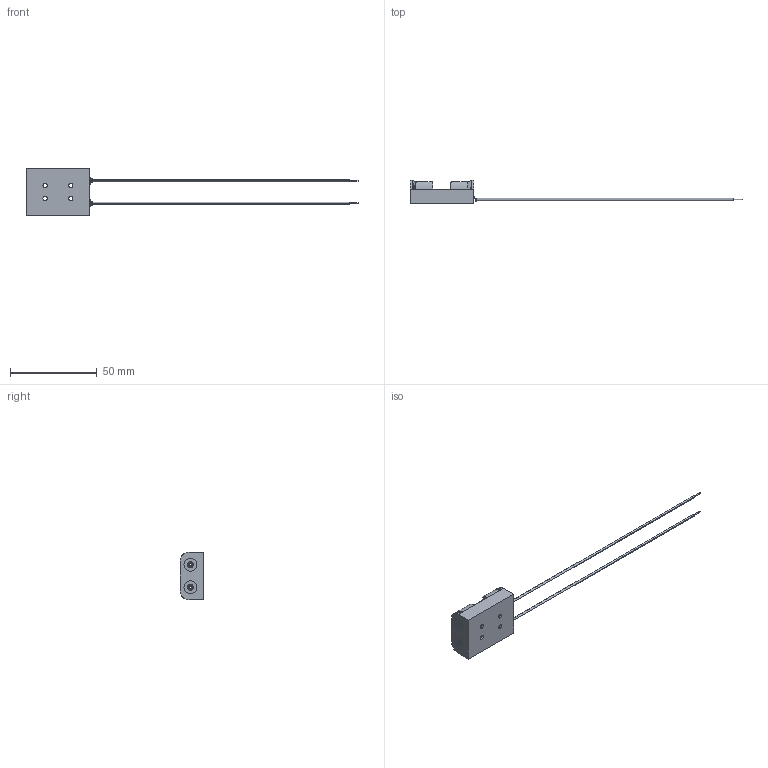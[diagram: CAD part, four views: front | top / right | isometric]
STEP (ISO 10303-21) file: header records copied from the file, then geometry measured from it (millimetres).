
FILE_DESCRIPTION (( 'STEP AP214' ), '1' );
FILE_NAME ('BH2NW.STEP', '2019-12-31T09:44:04', ( '' ), ( '' ), 'SwSTEP 2.0', 'SolidWorks 2017', '' );
FILE_SCHEMA (( 'AUTOMOTIVE_DESIGN' ));
Length unit declared in the file: millimetre
Products named in the file (1): BH2NW
Bounding box: 191.88 x 13.8 x 27.6 mm (x, y, z)
Volume: 3536.9 mm3; surface area: 8364.8 mm2
Topology: 10 solids, 10 shells, 354 faces, 858 edges, 556 vertices
Faces by surface type: plane 178, cylinder 124, torus 48, bspline 4
Entity records: 13447 total; most frequent: CARTESIAN_POINT 4767, DIRECTION 1852, ORIENTED_EDGE 1716, EDGE_CURVE 858, AXIS2_PLACEMENT_3D 693, VERTEX_POINT 556, VECTOR 466, LINE 466
